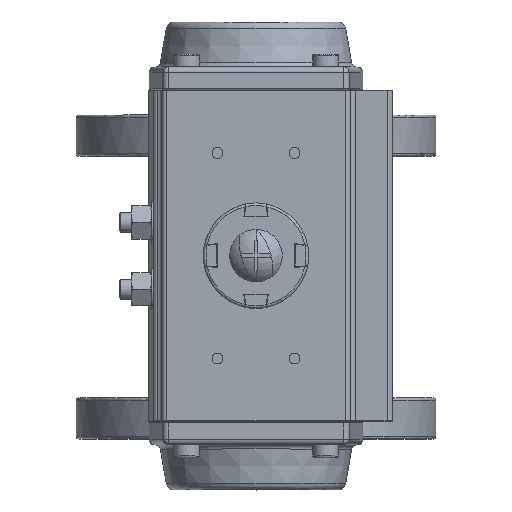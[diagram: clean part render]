
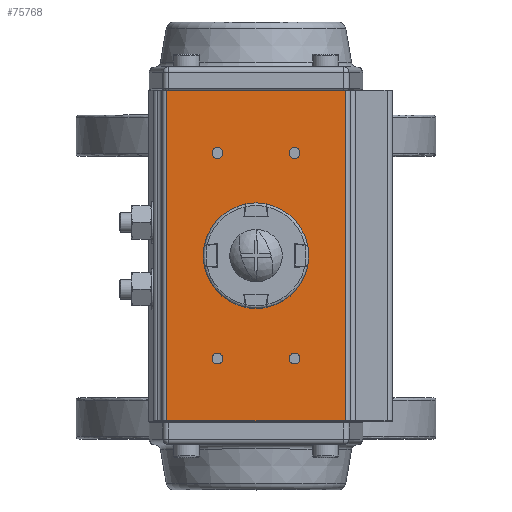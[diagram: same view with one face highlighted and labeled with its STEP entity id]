
A CAD part, top view. The second image highlights one B-rep face of the part: STEP entity #75768.
In plain terms, the highlighted planar face has unit normal (0, 0, 1).
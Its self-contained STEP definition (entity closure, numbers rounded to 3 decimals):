
#75629=CARTESIAN_POINT('',(-34.719,-64.5,171.5));
#75630=DIRECTION('',(0.,-0.,-1.));
#75631=DIRECTION('',(1.,-0.,0.));
#75632=AXIS2_PLACEMENT_3D('',#75629,#75630,#75631);
#75633=PLANE('',#75632);
#75634=CARTESIAN_POINT('',(-15.,37.9,171.5));
#75635=VERTEX_POINT('',#75634);
#75636=CARTESIAN_POINT('',(-15.,42.1,171.5));
#75637=VERTEX_POINT('',#75636);
#75638=CARTESIAN_POINT('',(-15.,40.,171.5));
#75639=DIRECTION('',(0.,0.,1.));
#75640=DIRECTION('',(-0.,-1.,0.));
#75641=AXIS2_PLACEMENT_3D('',#75638,#75639,#75640);
#75642=CIRCLE('',#75641,2.1);
#75643=EDGE_CURVE('NONE',#75635,#75637,#75642,.T.);
#75644=ORIENTED_EDGE('',*,*,#75643,.F.);
#75645=CARTESIAN_POINT('',(-15.,40.,171.5));
#75646=DIRECTION('',(0.,0.,1.));
#75647=DIRECTION('',(-0.,-1.,0.));
#75648=AXIS2_PLACEMENT_3D('',#75645,#75646,#75647);
#75649=CIRCLE('',#75648,2.1);
#75650=EDGE_CURVE('NONE',#75637,#75635,#75649,.T.);
#75651=ORIENTED_EDGE('',*,*,#75650,.F.);
#75652=EDGE_LOOP('',(#75644,#75651));
#75653=FACE_BOUND('',#75652,.T.);
#75654=CARTESIAN_POINT('',(15.,37.9,171.5));
#75655=VERTEX_POINT('',#75654);
#75656=CARTESIAN_POINT('',(15.,42.1,171.5));
#75657=VERTEX_POINT('',#75656);
#75658=CARTESIAN_POINT('',(15.,40.,171.5));
#75659=DIRECTION('',(0.,0.,1.));
#75660=DIRECTION('',(-0.,-1.,0.));
#75661=AXIS2_PLACEMENT_3D('',#75658,#75659,#75660);
#75662=CIRCLE('',#75661,2.1);
#75663=EDGE_CURVE('NONE',#75655,#75657,#75662,.T.);
#75664=ORIENTED_EDGE('',*,*,#75663,.F.);
#75665=CARTESIAN_POINT('',(15.,40.,171.5));
#75666=DIRECTION('',(0.,0.,1.));
#75667=DIRECTION('',(-0.,-1.,0.));
#75668=AXIS2_PLACEMENT_3D('',#75665,#75666,#75667);
#75669=CIRCLE('',#75668,2.1);
#75670=EDGE_CURVE('NONE',#75657,#75655,#75669,.T.);
#75671=ORIENTED_EDGE('',*,*,#75670,.F.);
#75672=EDGE_LOOP('',(#75664,#75671));
#75673=FACE_BOUND('',#75672,.T.);
#75674=CARTESIAN_POINT('',(15.,-42.1,171.5));
#75675=VERTEX_POINT('',#75674);
#75676=CARTESIAN_POINT('',(15.,-37.9,171.5));
#75677=VERTEX_POINT('',#75676);
#75678=CARTESIAN_POINT('',(15.,-40.,171.5));
#75679=DIRECTION('',(0.,0.,1.));
#75680=DIRECTION('',(-0.,-1.,0.));
#75681=AXIS2_PLACEMENT_3D('',#75678,#75679,#75680);
#75682=CIRCLE('',#75681,2.1);
#75683=EDGE_CURVE('NONE',#75675,#75677,#75682,.T.);
#75684=ORIENTED_EDGE('',*,*,#75683,.F.);
#75685=CARTESIAN_POINT('',(15.,-40.,171.5));
#75686=DIRECTION('',(0.,0.,1.));
#75687=DIRECTION('',(-0.,-1.,0.));
#75688=AXIS2_PLACEMENT_3D('',#75685,#75686,#75687);
#75689=CIRCLE('',#75688,2.1);
#75690=EDGE_CURVE('NONE',#75677,#75675,#75689,.T.);
#75691=ORIENTED_EDGE('',*,*,#75690,.F.);
#75692=EDGE_LOOP('',(#75684,#75691));
#75693=FACE_BOUND('',#75692,.T.);
#75694=CARTESIAN_POINT('',(-15.,-42.1,171.5));
#75695=VERTEX_POINT('',#75694);
#75696=CARTESIAN_POINT('',(-15.,-37.9,171.5));
#75697=VERTEX_POINT('',#75696);
#75698=CARTESIAN_POINT('',(-15.,-40.,171.5));
#75699=DIRECTION('',(0.,0.,1.));
#75700=DIRECTION('',(-0.,-1.,0.));
#75701=AXIS2_PLACEMENT_3D('',#75698,#75699,#75700);
#75702=CIRCLE('',#75701,2.1);
#75703=EDGE_CURVE('NONE',#75695,#75697,#75702,.T.);
#75704=ORIENTED_EDGE('',*,*,#75703,.F.);
#75705=CARTESIAN_POINT('',(-15.,-40.,171.5));
#75706=DIRECTION('',(0.,0.,1.));
#75707=DIRECTION('',(-0.,-1.,0.));
#75708=AXIS2_PLACEMENT_3D('',#75705,#75706,#75707);
#75709=CIRCLE('',#75708,2.1);
#75710=EDGE_CURVE('NONE',#75697,#75695,#75709,.T.);
#75711=ORIENTED_EDGE('',*,*,#75710,.F.);
#75712=EDGE_LOOP('',(#75704,#75711));
#75713=FACE_BOUND('',#75712,.T.);
#75714=CARTESIAN_POINT('',(34.719,-64.243,171.5));
#75715=VERTEX_POINT('',#75714);
#75716=CARTESIAN_POINT('',(34.719,64.243,171.5));
#75717=VERTEX_POINT('',#75716);
#75718=CARTESIAN_POINT('',(34.719,-64.243,171.5));
#75719=DIRECTION('',(0.,1.,-0.));
#75720=VECTOR('',#75719,128.487);
#75721=LINE('',#75718,#75720);
#75722=EDGE_CURVE('',#75715,#75717,#75721,.T.);
#75723=ORIENTED_EDGE('',*,*,#75722,.T.);
#75724=CARTESIAN_POINT('',(-34.719,64.243,171.5));
#75725=VERTEX_POINT('',#75724);
#75726=CARTESIAN_POINT('',(34.719,64.243,171.5));
#75727=DIRECTION('',(-1.,0.,-0.));
#75728=VECTOR('',#75727,69.438);
#75729=LINE('',#75726,#75728);
#75730=EDGE_CURVE('',#75717,#75725,#75729,.T.);
#75731=ORIENTED_EDGE('',*,*,#75730,.T.);
#75732=CARTESIAN_POINT('',(-34.719,-64.243,171.5));
#75733=VERTEX_POINT('',#75732);
#75734=CARTESIAN_POINT('',(-34.719,-64.243,171.5));
#75735=DIRECTION('',(0.,1.,-0.));
#75736=VECTOR('',#75735,128.487);
#75737=LINE('',#75734,#75736);
#75738=EDGE_CURVE('',#75733,#75725,#75737,.T.);
#75739=ORIENTED_EDGE('',*,*,#75738,.F.);
#75740=CARTESIAN_POINT('',(-34.719,-64.243,171.5));
#75741=DIRECTION('',(1.,-0.,0.));
#75742=VECTOR('',#75741,69.438);
#75743=LINE('',#75740,#75742);
#75744=EDGE_CURVE('',#75733,#75715,#75743,.T.);
#75745=ORIENTED_EDGE('',*,*,#75744,.T.);
#75746=EDGE_LOOP('',(#75723,#75731,#75739,#75745));
#75747=FACE_BOUND('',#75746,.T.);
#75748=CARTESIAN_POINT('',(0.,9.,171.5));
#75749=VERTEX_POINT('',#75748);
#75750=CARTESIAN_POINT('',(0.,-9.,171.5));
#75751=VERTEX_POINT('',#75750);
#75752=CARTESIAN_POINT('',(0.,-0.,171.5));
#75753=DIRECTION('',(0.,-0.,-1.));
#75754=DIRECTION('',(-0.,-1.,0.));
#75755=AXIS2_PLACEMENT_3D('',#75752,#75753,#75754);
#75756=CIRCLE('',#75755,9.);
#75757=EDGE_CURVE('',#75749,#75751,#75756,.T.);
#75758=ORIENTED_EDGE('',*,*,#75757,.T.);
#75759=CARTESIAN_POINT('',(0.,-0.,171.5));
#75760=DIRECTION('',(0.,-0.,-1.));
#75761=DIRECTION('',(-0.,-1.,0.));
#75762=AXIS2_PLACEMENT_3D('',#75759,#75760,#75761);
#75763=CIRCLE('',#75762,9.);
#75764=EDGE_CURVE('',#75751,#75749,#75763,.T.);
#75765=ORIENTED_EDGE('',*,*,#75764,.T.);
#75766=EDGE_LOOP('',(#75758,#75765));
#75767=FACE_BOUND('',#75766,.T.);
#75768=ADVANCED_FACE('',(#75653,#75673,#75693,#75713,#75747,#75767),#75633,.F.);
